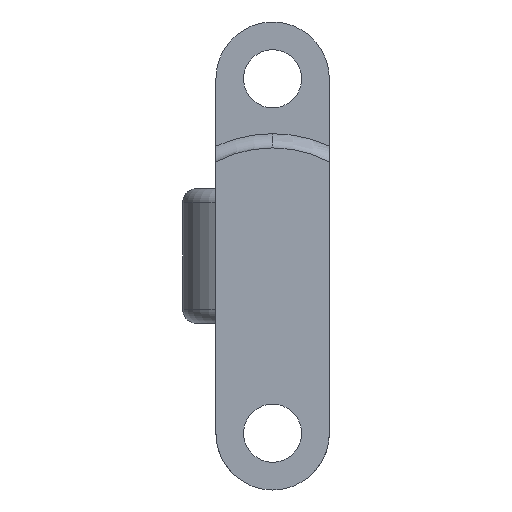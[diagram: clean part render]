
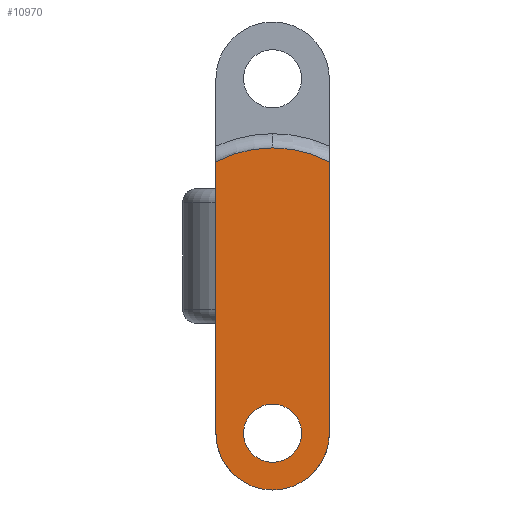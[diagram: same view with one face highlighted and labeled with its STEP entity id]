
A CAD part, left-side view. The second image highlights one B-rep face of the part: STEP entity #10970.
In plain terms, the highlighted planar face has unit normal (-1, 0, 0).
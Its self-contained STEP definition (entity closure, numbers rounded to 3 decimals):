
#46 = EDGE_CURVE ( 'NONE', #13634, #13525, #11298, .T. ) ;
#177 = ORIENTED_EDGE ( 'NONE', *, *, #3114, .F. ) ;
#289 = CARTESIAN_POINT ( 'NONE',  ( -118.342, 12.761, -20.9 ) ) ;
#420 = EDGE_LOOP ( 'NONE', ( #6061, #2294, #15424, #9183, #7334, #177 ) ) ;
#450 = DIRECTION ( 'NONE',  ( 0., 0., -1. ) ) ;
#575 = EDGE_CURVE ( 'NONE', #7140, #7701, #3268, .T. ) ;
#769 = DIRECTION ( 'NONE',  ( 0., 0., 1. ) ) ;
#1043 = LINE ( 'NONE', #9665, #8067 ) ;
#1201 = CIRCLE ( 'NONE', #7755, 8. ) ;
#1569 = DIRECTION ( 'NONE',  ( 1., 0., 0. ) ) ;
#1581 = EDGE_CURVE ( 'NONE', #13525, #7701, #10539, .T. ) ;
#1788 = VERTEX_POINT ( 'NONE', #10755 ) ;
#1837 = DIRECTION ( 'NONE',  ( 1., 0., 0. ) ) ;
#2250 = CIRCLE ( 'NONE', #13605, 8. ) ;
#2292 = DIRECTION ( 'NONE',  ( -1., 0., 0. ) ) ;
#2294 = ORIENTED_EDGE ( 'NONE', *, *, #13666, .T. ) ;
#2412 = CARTESIAN_POINT ( 'NONE',  ( -118.342, 4.761, -25. ) ) ;
#2430 = AXIS2_PLACEMENT_3D ( 'NONE', #10450, #1837, #3354 ) ;
#2483 = VECTOR ( 'NONE', #3414, 1000. ) ;
#3114 = EDGE_CURVE ( 'NONE', #6895, #13634, #1043, .T. ) ;
#3145 = VERTEX_POINT ( 'NONE', #7061 ) ;
#3268 = LINE ( 'NONE', #9423, #2483 ) ;
#3354 = DIRECTION ( 'NONE',  ( 0., 0., -1. ) ) ;
#3414 = DIRECTION ( 'NONE',  ( 0., 0., 1. ) ) ;
#3788 = DIRECTION ( 'NONE',  ( -1., 0., 0. ) ) ;
#3871 = CARTESIAN_POINT ( 'NONE',  ( -118.342, 12.761, -25. ) ) ;
#4179 = DIRECTION ( 'NONE',  ( -1., 0., 0. ) ) ;
#4256 = CIRCLE ( 'NONE', #13083, 4.1 ) ;
#4349 = ORIENTED_EDGE ( 'NONE', *, *, #5156, .F. ) ;
#4725 = DIRECTION ( 'NONE',  ( -1., 0., 0. ) ) ;
#5114 = AXIS2_PLACEMENT_3D ( 'NONE', #9480, #2292, #14275 ) ;
#5156 = EDGE_CURVE ( 'NONE', #3145, #10939, #5602, .T. ) ;
#5602 = CIRCLE ( 'NONE', #5114, 4.1 ) ;
#5751 = AXIS2_PLACEMENT_3D ( 'NONE', #13341, #1569, #10026 ) ;
#6061 = ORIENTED_EDGE ( 'NONE', *, *, #15006, .T. ) ;
#6434 = CARTESIAN_POINT ( 'NONE',  ( -118.342, 12.761, -1.75 ) ) ;
#6895 = VERTEX_POINT ( 'NONE', #14812 ) ;
#7061 = CARTESIAN_POINT ( 'NONE',  ( -118.342, 12.761, -29.1 ) ) ;
#7140 = VERTEX_POINT ( 'NONE', #2412 ) ;
#7334 = ORIENTED_EDGE ( 'NONE', *, *, #46, .F. ) ;
#7543 = DIRECTION ( 'NONE',  ( 1., 0., 0. ) ) ;
#7701 = VERTEX_POINT ( 'NONE', #8929 ) ;
#7755 = AXIS2_PLACEMENT_3D ( 'NONE', #11988, #4725, #10720 ) ;
#7852 = FACE_BOUND ( 'NONE', #9917, .T. ) ;
#8067 = VECTOR ( 'NONE', #14381, 1000. ) ;
#8929 = CARTESIAN_POINT ( 'NONE',  ( -118.342, 4.761, 13.25 ) ) ;
#8969 = ORIENTED_EDGE ( 'NONE', *, *, #13547, .F. ) ;
#9183 = ORIENTED_EDGE ( 'NONE', *, *, #1581, .F. ) ;
#9233 = CARTESIAN_POINT ( 'NONE',  ( -118.342, 20.761, 13.25 ) ) ;
#9423 = CARTESIAN_POINT ( 'NONE',  ( -118.342, 4.761, -33. ) ) ;
#9480 = CARTESIAN_POINT ( 'NONE',  ( -118.342, 12.761, -25. ) ) ;
#9665 = CARTESIAN_POINT ( 'NONE',  ( -118.342, 20.761, -33. ) ) ;
#9917 = EDGE_LOOP ( 'NONE', ( #8969, #4349 ) ) ;
#10026 = DIRECTION ( 'NONE',  ( 0., 0., -1. ) ) ;
#10330 = CARTESIAN_POINT ( 'NONE',  ( -118.342, 12.761, 15.25 ) ) ;
#10450 = CARTESIAN_POINT ( 'NONE',  ( -118.342, 20.761, -33. ) ) ;
#10539 = CIRCLE ( 'NONE', #12806, 17. ) ;
#10720 = DIRECTION ( 'NONE',  ( 0., 0., -1. ) ) ;
#10755 = CARTESIAN_POINT ( 'NONE',  ( -118.342, 12.761, -33. ) ) ;
#10939 = VERTEX_POINT ( 'NONE', #289 ) ;
#10970 = ADVANCED_FACE ( 'NONE', ( #7852, #11654 ), #15342, .F. ) ;
#11251 = DIRECTION ( 'NONE',  ( 0., 0., -1. ) ) ;
#11298 = CIRCLE ( 'NONE', #5751, 17. ) ;
#11654 = FACE_OUTER_BOUND ( 'NONE', #420, .T. ) ;
#11988 = CARTESIAN_POINT ( 'NONE',  ( -118.342, 12.761, -25. ) ) ;
#12806 = AXIS2_PLACEMENT_3D ( 'NONE', #6434, #7543, #11251 ) ;
#13083 = AXIS2_PLACEMENT_3D ( 'NONE', #15138, #4179, #769 ) ;
#13341 = CARTESIAN_POINT ( 'NONE',  ( -118.342, 12.761, -1.75 ) ) ;
#13525 = VERTEX_POINT ( 'NONE', #10330 ) ;
#13547 = EDGE_CURVE ( 'NONE', #10939, #3145, #4256, .T. ) ;
#13605 = AXIS2_PLACEMENT_3D ( 'NONE', #3871, #3788, #450 ) ;
#13634 = VERTEX_POINT ( 'NONE', #9233 ) ;
#13666 = EDGE_CURVE ( 'NONE', #1788, #7140, #1201, .T. ) ;
#14275 = DIRECTION ( 'NONE',  ( 0., 0., 1. ) ) ;
#14381 = DIRECTION ( 'NONE',  ( 0., 0., 1. ) ) ;
#14812 = CARTESIAN_POINT ( 'NONE',  ( -118.342, 20.761, -25. ) ) ;
#15006 = EDGE_CURVE ( 'NONE', #6895, #1788, #2250, .T. ) ;
#15138 = CARTESIAN_POINT ( 'NONE',  ( -118.342, 12.761, -25. ) ) ;
#15342 = PLANE ( 'NONE',  #2430 ) ;
#15424 = ORIENTED_EDGE ( 'NONE', *, *, #575, .T. ) ;
